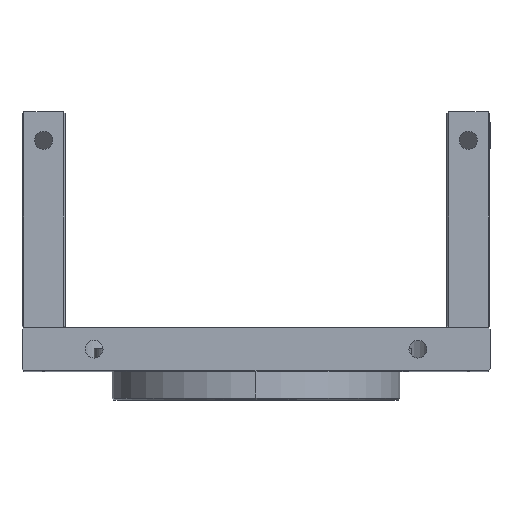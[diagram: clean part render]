
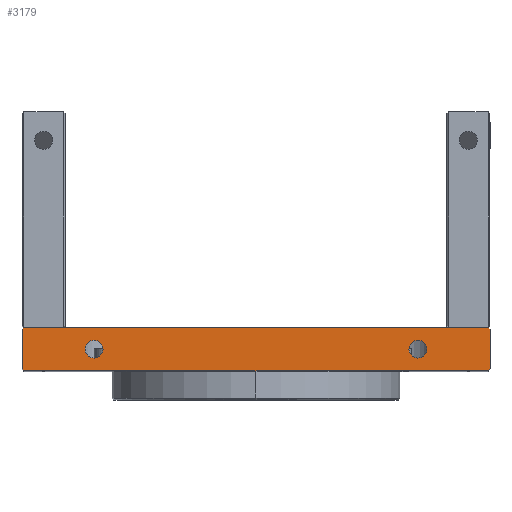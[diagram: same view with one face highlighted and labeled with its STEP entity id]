
A CAD part, top view. The second image highlights one B-rep face of the part: STEP entity #3179.
In plain terms, the highlighted planar face has unit normal (0, 0, 1).
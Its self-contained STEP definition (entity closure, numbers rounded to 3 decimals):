
#2 = AXIS2_PLACEMENT_3D ( 'NONE', #619, #5385, #2569 ) ;
#32 = CARTESIAN_POINT ( 'NONE',  ( -45., 6., 115. ) ) ;
#73 = CARTESIAN_POINT ( 'NONE',  ( 65., 0.5, 115. ) ) ;
#75 = EDGE_CURVE ( 'NONE', #5770, #2205, #1501, .T. ) ;
#97 = FACE_BOUND ( 'NONE', #988, .T. ) ;
#107 = CARTESIAN_POINT ( 'NONE',  ( -64.5, 12., 115. ) ) ;
#126 = DIRECTION ( 'NONE',  ( 0., 0., 1. ) ) ;
#156 = DIRECTION ( 'NONE',  ( 1., 0., 0. ) ) ;
#172 = DIRECTION ( 'NONE',  ( 1., 0., 0. ) ) ;
#197 = ORIENTED_EDGE ( 'NONE', *, *, #1072, .T. ) ;
#410 = CARTESIAN_POINT ( 'NONE',  ( -65., 12., 115. ) ) ;
#471 = LINE ( 'NONE', #6298, #2503 ) ;
#619 = CARTESIAN_POINT ( 'NONE',  ( 45., 6., 115. ) ) ;
#635 = ORIENTED_EDGE ( 'NONE', *, *, #2280, .T. ) ;
#750 = CARTESIAN_POINT ( 'NONE',  ( 64.5, 12., 115. ) ) ;
#864 = CARTESIAN_POINT ( 'NONE',  ( 64.5, 12., 115. ) ) ;
#919 = VECTOR ( 'NONE', #3871, 1000. ) ;
#925 = CARTESIAN_POINT ( 'NONE',  ( -47.5, 6., 115. ) ) ;
#988 = EDGE_LOOP ( 'NONE', ( #3503, #3853 ) ) ;
#1034 = PLANE ( 'NONE',  #4574 ) ;
#1072 = EDGE_CURVE ( 'NONE', #5389, #4161, #5988, .T. ) ;
#1185 = AXIS2_PLACEMENT_3D ( 'NONE', #32, #126, #156 ) ;
#1236 = CIRCLE ( 'NONE', #2, 2.5 ) ;
#1264 = DIRECTION ( 'NONE',  ( 0., -1., 0. ) ) ;
#1401 = CARTESIAN_POINT ( 'NONE',  ( -64.5, 0., 115. ) ) ;
#1501 = LINE ( 'NONE', #410, #919 ) ;
#1546 = CARTESIAN_POINT ( 'NONE',  ( -42.5, 6., 115. ) ) ;
#1668 = EDGE_CURVE ( 'NONE', #4514, #5389, #4710, .T. ) ;
#1698 = ORIENTED_EDGE ( 'NONE', *, *, #2321, .T. ) ;
#1726 = EDGE_CURVE ( 'NONE', #6000, #2754, #2154, .T. ) ;
#1768 = ORIENTED_EDGE ( 'NONE', *, *, #6063, .F. ) ;
#1853 = EDGE_CURVE ( 'NONE', #5235, #6050, #3631, .T. ) ;
#1864 = CARTESIAN_POINT ( 'NONE',  ( 45., 6., 115. ) ) ;
#1900 = VERTEX_POINT ( 'NONE', #1546 ) ;
#1916 = DIRECTION ( 'NONE',  ( 0., -1., 0. ) ) ;
#1991 = EDGE_CURVE ( 'NONE', #1900, #4517, #3947, .T. ) ;
#2154 = LINE ( 'NONE', #5696, #4745 ) ;
#2164 = CARTESIAN_POINT ( 'NONE',  ( 65., 0.5, 115. ) ) ;
#2205 = VERTEX_POINT ( 'NONE', #864 ) ;
#2280 = EDGE_CURVE ( 'NONE', #6057, #4514, #471, .T. ) ;
#2313 = VECTOR ( 'NONE', #4968, 1000. ) ;
#2321 = EDGE_CURVE ( 'NONE', #4161, #2754, #3606, .T. ) ;
#2391 = EDGE_CURVE ( 'NONE', #4517, #1900, #4748, .T. ) ;
#2424 = CARTESIAN_POINT ( 'NONE',  ( -45., 6., 115. ) ) ;
#2492 = DIRECTION ( 'NONE',  ( -1., 0., 0. ) ) ;
#2503 = VECTOR ( 'NONE', #1916, 1000. ) ;
#2569 = DIRECTION ( 'NONE',  ( 1., 0., 0. ) ) ;
#2691 = VECTOR ( 'NONE', #172, 1000. ) ;
#2704 = AXIS2_PLACEMENT_3D ( 'NONE', #1864, #3329, #5279 ) ;
#2741 = EDGE_CURVE ( 'NONE', #5770, #6057, #3016, .T. ) ;
#2754 = VERTEX_POINT ( 'NONE', #73 ) ;
#2931 = VECTOR ( 'NONE', #3728, 1000. ) ;
#2979 = FACE_BOUND ( 'NONE', #5705, .T. ) ;
#2990 = EDGE_CURVE ( 'NONE', #6000, #2205, #6119, .T. ) ;
#3016 = LINE ( 'NONE', #107, #2313 ) ;
#3159 = ORIENTED_EDGE ( 'NONE', *, *, #1726, .F. ) ;
#3179 = ADVANCED_FACE ( 'NONE', ( #2979, #97, #5055 ), #1034, .F. ) ;
#3329 = DIRECTION ( 'NONE',  ( 0., 0., 1. ) ) ;
#3453 = DIRECTION ( 'NONE',  ( 1., 0., 0. ) ) ;
#3503 = ORIENTED_EDGE ( 'NONE', *, *, #1991, .F. ) ;
#3559 = CARTESIAN_POINT ( 'NONE',  ( -65., 0., 115. ) ) ;
#3606 = LINE ( 'NONE', #2164, #5164 ) ;
#3631 = CIRCLE ( 'NONE', #2704, 2.5 ) ;
#3728 = DIRECTION ( 'NONE',  ( -0.707, 0.707, 0. ) ) ;
#3818 = ORIENTED_EDGE ( 'NONE', *, *, #2990, .T. ) ;
#3853 = ORIENTED_EDGE ( 'NONE', *, *, #2391, .F. ) ;
#3871 = DIRECTION ( 'NONE',  ( 1., 0., 0. ) ) ;
#3947 = CIRCLE ( 'NONE', #1185, 2.5 ) ;
#4081 = ORIENTED_EDGE ( 'NONE', *, *, #75, .F. ) ;
#4161 = VERTEX_POINT ( 'NONE', #4963 ) ;
#4241 = VECTOR ( 'NONE', #5570, 1000. ) ;
#4401 = CARTESIAN_POINT ( 'NONE',  ( 65., 11.5, 115. ) ) ;
#4453 = DIRECTION ( 'NONE',  ( 0., 0., -1. ) ) ;
#4514 = VERTEX_POINT ( 'NONE', #5336 ) ;
#4517 = VERTEX_POINT ( 'NONE', #925 ) ;
#4549 = AXIS2_PLACEMENT_3D ( 'NONE', #2424, #6330, #3453 ) ;
#4574 = AXIS2_PLACEMENT_3D ( 'NONE', #5921, #4453, #2492 ) ;
#4710 = LINE ( 'NONE', #5159, #4241 ) ;
#4745 = VECTOR ( 'NONE', #1264, 1000. ) ;
#4748 = CIRCLE ( 'NONE', #4549, 2.5 ) ;
#4963 = CARTESIAN_POINT ( 'NONE',  ( 64.5, 0., 115. ) ) ;
#4968 = DIRECTION ( 'NONE',  ( -0.707, -0.707, 0. ) ) ;
#4999 = CARTESIAN_POINT ( 'NONE',  ( -65., 11.5, 115. ) ) ;
#5055 = FACE_OUTER_BOUND ( 'NONE', #6106, .T. ) ;
#5147 = CARTESIAN_POINT ( 'NONE',  ( 42.5, 6., 115. ) ) ;
#5159 = CARTESIAN_POINT ( 'NONE',  ( -65., 0.5, 115. ) ) ;
#5164 = VECTOR ( 'NONE', #6035, 1000. ) ;
#5198 = CARTESIAN_POINT ( 'NONE',  ( -64.5, 12., 115. ) ) ;
#5235 = VERTEX_POINT ( 'NONE', #5147 ) ;
#5279 = DIRECTION ( 'NONE',  ( 1., 0., 0. ) ) ;
#5336 = CARTESIAN_POINT ( 'NONE',  ( -65., 0.5, 115. ) ) ;
#5385 = DIRECTION ( 'NONE',  ( 0., 0., 1. ) ) ;
#5389 = VERTEX_POINT ( 'NONE', #1401 ) ;
#5455 = ORIENTED_EDGE ( 'NONE', *, *, #2741, .T. ) ;
#5478 = CARTESIAN_POINT ( 'NONE',  ( 47.5, 6., 115. ) ) ;
#5570 = DIRECTION ( 'NONE',  ( 0.707, -0.707, 0. ) ) ;
#5696 = CARTESIAN_POINT ( 'NONE',  ( 65., 12., 115. ) ) ;
#5705 = EDGE_LOOP ( 'NONE', ( #1768, #6094 ) ) ;
#5770 = VERTEX_POINT ( 'NONE', #5198 ) ;
#5895 = ORIENTED_EDGE ( 'NONE', *, *, #1668, .T. ) ;
#5921 = CARTESIAN_POINT ( 'NONE',  ( -65., 12., 115. ) ) ;
#5988 = LINE ( 'NONE', #3559, #2691 ) ;
#6000 = VERTEX_POINT ( 'NONE', #4401 ) ;
#6035 = DIRECTION ( 'NONE',  ( 0.707, 0.707, 0. ) ) ;
#6050 = VERTEX_POINT ( 'NONE', #5478 ) ;
#6057 = VERTEX_POINT ( 'NONE', #4999 ) ;
#6063 = EDGE_CURVE ( 'NONE', #6050, #5235, #1236, .T. ) ;
#6094 = ORIENTED_EDGE ( 'NONE', *, *, #1853, .F. ) ;
#6106 = EDGE_LOOP ( 'NONE', ( #3159, #3818, #4081, #5455, #635, #5895, #197, #1698 ) ) ;
#6119 = LINE ( 'NONE', #750, #2931 ) ;
#6298 = CARTESIAN_POINT ( 'NONE',  ( -65., 12., 115. ) ) ;
#6330 = DIRECTION ( 'NONE',  ( 0., 0., 1. ) ) ;
